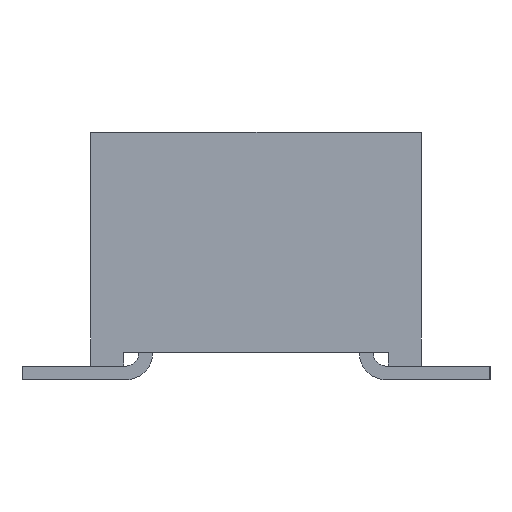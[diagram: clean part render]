
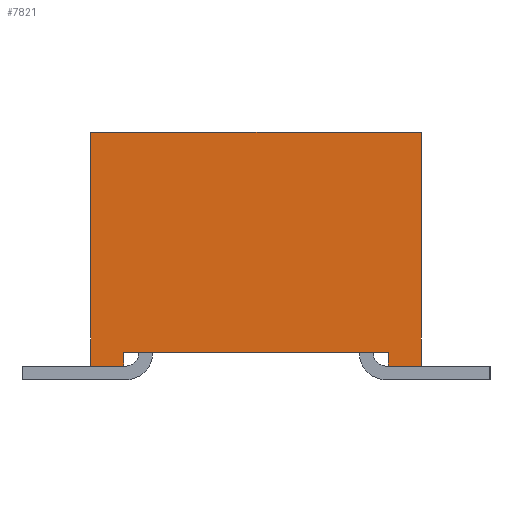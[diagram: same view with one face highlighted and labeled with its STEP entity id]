
A CAD part, left-side view. The second image highlights one B-rep face of the part: STEP entity #7821.
In plain terms, the highlighted planar face has unit normal (-1, 0, 0).
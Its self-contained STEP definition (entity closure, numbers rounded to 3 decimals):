
#7821 = ADVANCED_FACE('',(#7822),#7888,.F.);
#7822 = FACE_BOUND('',#7823,.T.);
#7823 = EDGE_LOOP('',(#7824,#7834,#7842,#7850,#7858,#7866,#7874,#7882));
#7824 = ORIENTED_EDGE('',*,*,#7825,.T.);
#7825 = EDGE_CURVE('',#7826,#7828,#7830,.T.);
#7826 = VERTEX_POINT('',#7827);
#7827 = CARTESIAN_POINT('',(-18.631,-1.219,0.277));
#7828 = VERTEX_POINT('',#7829);
#7829 = CARTESIAN_POINT('',(-18.631,-1.219,0.15));
#7830 = LINE('',#7831,#7832);
#7831 = CARTESIAN_POINT('',(-18.631,-1.219,0.277));
#7832 = VECTOR('',#7833,1.);
#7833 = DIRECTION('',(0.,0.,-1.));
#7834 = ORIENTED_EDGE('',*,*,#7835,.T.);
#7835 = EDGE_CURVE('',#7828,#7836,#7838,.T.);
#7836 = VERTEX_POINT('',#7837);
#7837 = CARTESIAN_POINT('',(-18.631,-1.524,0.15));
#7838 = LINE('',#7839,#7840);
#7839 = CARTESIAN_POINT('',(-18.631,1.524,0.15));
#7840 = VECTOR('',#7841,1.);
#7841 = DIRECTION('',(0.,-1.,0.));
#7842 = ORIENTED_EDGE('',*,*,#7843,.F.);
#7843 = EDGE_CURVE('',#7844,#7836,#7846,.T.);
#7844 = VERTEX_POINT('',#7845);
#7845 = CARTESIAN_POINT('',(-18.631,-1.524,2.309));
#7846 = LINE('',#7847,#7848);
#7847 = CARTESIAN_POINT('',(-18.631,-1.524,2.309));
#7848 = VECTOR('',#7849,1.);
#7849 = DIRECTION('',(0.,0.,-1.));
#7850 = ORIENTED_EDGE('',*,*,#7851,.F.);
#7851 = EDGE_CURVE('',#7852,#7844,#7854,.T.);
#7852 = VERTEX_POINT('',#7853);
#7853 = CARTESIAN_POINT('',(-18.631,1.524,2.309));
#7854 = LINE('',#7855,#7856);
#7855 = CARTESIAN_POINT('',(-18.631,1.524,2.309));
#7856 = VECTOR('',#7857,1.);
#7857 = DIRECTION('',(0.,-1.,0.));
#7858 = ORIENTED_EDGE('',*,*,#7859,.T.);
#7859 = EDGE_CURVE('',#7852,#7860,#7862,.T.);
#7860 = VERTEX_POINT('',#7861);
#7861 = CARTESIAN_POINT('',(-18.631,1.524,0.15));
#7862 = LINE('',#7863,#7864);
#7863 = CARTESIAN_POINT('',(-18.631,1.524,2.309));
#7864 = VECTOR('',#7865,1.);
#7865 = DIRECTION('',(0.,0.,-1.));
#7866 = ORIENTED_EDGE('',*,*,#7867,.T.);
#7867 = EDGE_CURVE('',#7860,#7868,#7870,.T.);
#7868 = VERTEX_POINT('',#7869);
#7869 = CARTESIAN_POINT('',(-18.631,1.219,0.15));
#7870 = LINE('',#7871,#7872);
#7871 = CARTESIAN_POINT('',(-18.631,1.524,0.15));
#7872 = VECTOR('',#7873,1.);
#7873 = DIRECTION('',(0.,-1.,0.));
#7874 = ORIENTED_EDGE('',*,*,#7875,.T.);
#7875 = EDGE_CURVE('',#7868,#7876,#7878,.T.);
#7876 = VERTEX_POINT('',#7877);
#7877 = CARTESIAN_POINT('',(-18.631,1.219,0.277));
#7878 = LINE('',#7879,#7880);
#7879 = CARTESIAN_POINT('',(-18.631,1.219,0.023));
#7880 = VECTOR('',#7881,1.);
#7881 = DIRECTION('',(0.,0.,1.));
#7882 = ORIENTED_EDGE('',*,*,#7883,.T.);
#7883 = EDGE_CURVE('',#7876,#7826,#7884,.T.);
#7884 = LINE('',#7885,#7886);
#7885 = CARTESIAN_POINT('',(-18.631,1.219,0.277));
#7886 = VECTOR('',#7887,1.);
#7887 = DIRECTION('',(0.,-1.,0.));
#7888 = PLANE('',#7889);
#7889 = AXIS2_PLACEMENT_3D('',#7890,#7891,#7892);
#7890 = CARTESIAN_POINT('',(-18.631,1.524,2.309));
#7891 = DIRECTION('',(1.,0.,0.));
#7892 = DIRECTION('',(0.,1.,0.));
